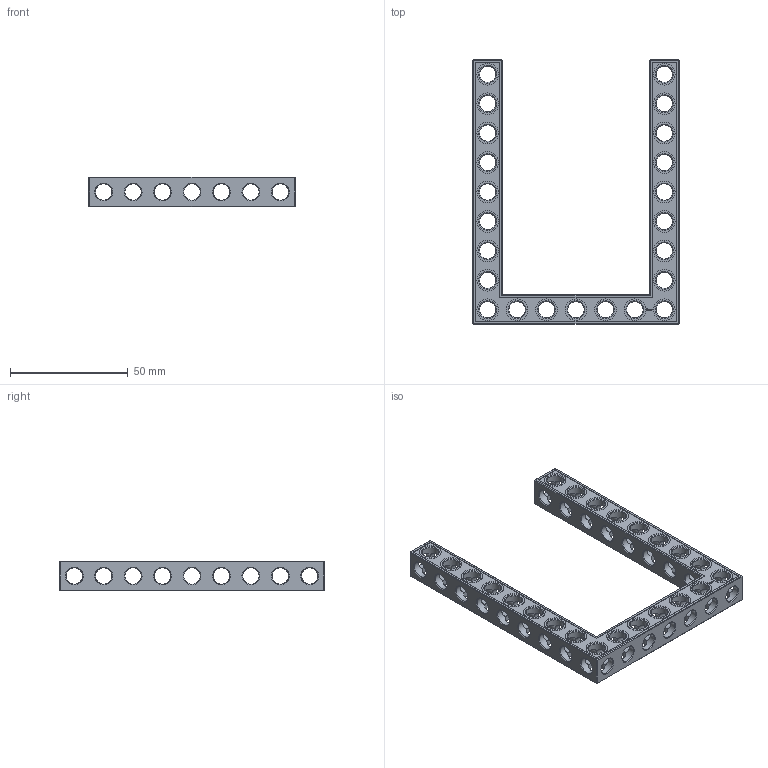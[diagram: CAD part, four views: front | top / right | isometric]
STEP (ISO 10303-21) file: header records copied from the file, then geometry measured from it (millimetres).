
FILE_DESCRIPTION(('FreeCAD Model'),'2;1');
FILE_NAME('Open CASCADE Shape Model','2022-02-23T20:44:08',( 'Paulo Kiefe'),('STEMFIE.org'),'Open CASCADE STEP processor 7.5', 'FreeCAD','Unknown');
FILE_SCHEMA(('AUTOMOTIVE_DESIGN { 1 0 10303 214 1 1 1 1 }'));
Products named in the file (1): Beam AGD ESS USH SYM BU07x09x01 - SPN-BEM-0384 (stemfie.org)
Bounding box: 87.5 x 112.5 x 12.5 mm (x, y, z)
Volume: 22475.3 mm3; surface area: 20151.1 mm2
Topology: 1 solids, 1 shells, 808 faces, 2387 edges, 1547 vertices
Faces by surface type: plane 405, extrusion 170, cylinder 139, cone 94
Full cylindrical faces by diameter (mm): 6.98 x20, 7 x96, 9.2 x23
Entity records: 142803 total; most frequent: CARTESIAN_POINT 98075, DIRECTION 7173, VECTOR 4876, ORIENTED_EDGE 4774, PCURVE 4774, DEFINITIONAL_REPRESENTATION 4774, LINE 4706, EDGE_CURVE 2387
